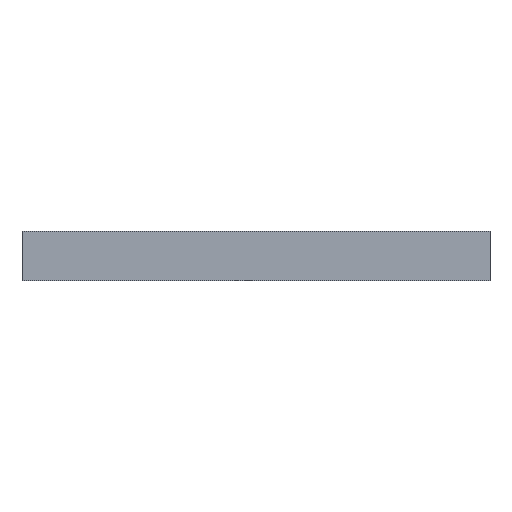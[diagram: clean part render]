
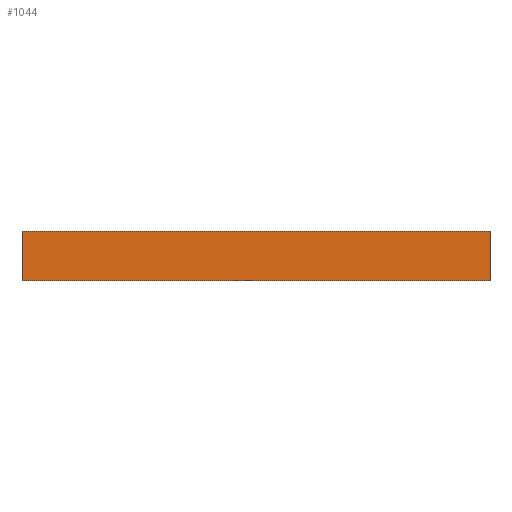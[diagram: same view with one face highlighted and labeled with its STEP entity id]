
A CAD part, left-side view. The second image highlights one B-rep face of the part: STEP entity #1044.
In plain terms, the highlighted planar face has unit normal (-1, 0, 0).
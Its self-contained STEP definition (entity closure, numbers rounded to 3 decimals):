
#102 = ORIENTED_EDGE ( 'NONE', *, *, #716, .T. ) ;
#107 = ORIENTED_EDGE ( 'NONE', *, *, #437, .F. ) ;
#215 = DIRECTION ( 'NONE',  ( 0., -1., 0. ) ) ;
#242 = CARTESIAN_POINT ( 'NONE',  ( -95., 95., 20. ) ) ;
#253 = VECTOR ( 'NONE', #827, 1000. ) ;
#358 = DIRECTION ( 'NONE',  ( 0., 0., -1. ) ) ;
#406 = VERTEX_POINT ( 'NONE', #959 ) ;
#437 = EDGE_CURVE ( 'NONE', #614, #1189, #632, .T. ) ;
#468 = CARTESIAN_POINT ( 'NONE',  ( -95., 95., 20. ) ) ;
#480 = DIRECTION ( 'NONE',  ( 0., 0., -1. ) ) ;
#485 = EDGE_LOOP ( 'NONE', ( #1321, #779, #107, #102 ) ) ;
#594 = CARTESIAN_POINT ( 'NONE',  ( -95., -95., 20. ) ) ;
#608 = LINE ( 'NONE', #242, #253 ) ;
#614 = VERTEX_POINT ( 'NONE', #468 ) ;
#632 = LINE ( 'NONE', #1069, #818 ) ;
#698 = CARTESIAN_POINT ( 'NONE',  ( -95., -95., 0. ) ) ;
#716 = EDGE_CURVE ( 'NONE', #614, #406, #608, .T. ) ;
#767 = DIRECTION ( 'NONE',  ( 0., -1., 0. ) ) ;
#779 = ORIENTED_EDGE ( 'NONE', *, *, #1217, .F. ) ;
#816 = AXIS2_PLACEMENT_3D ( 'NONE', #1228, #1003, #358 ) ;
#818 = VECTOR ( 'NONE', #215, 1000. ) ;
#827 = DIRECTION ( 'NONE',  ( 0., 0., -1. ) ) ;
#869 = EDGE_CURVE ( 'NONE', #406, #1053, #1367, .T. ) ;
#946 = LINE ( 'NONE', #1013, #1181 ) ;
#959 = CARTESIAN_POINT ( 'NONE',  ( -95., 95., 0. ) ) ;
#1003 = DIRECTION ( 'NONE',  ( 1., 0., 0. ) ) ;
#1013 = CARTESIAN_POINT ( 'NONE',  ( -95., -95., 20. ) ) ;
#1044 = ADVANCED_FACE ( 'NONE', ( #1349 ), #1112, .F. ) ;
#1053 = VERTEX_POINT ( 'NONE', #698 ) ;
#1069 = CARTESIAN_POINT ( 'NONE',  ( -95., -95., 20. ) ) ;
#1112 = PLANE ( 'NONE',  #816 ) ;
#1181 = VECTOR ( 'NONE', #480, 1000. ) ;
#1189 = VERTEX_POINT ( 'NONE', #594 ) ;
#1209 = VECTOR ( 'NONE', #767, 1000. ) ;
#1217 = EDGE_CURVE ( 'NONE', #1189, #1053, #946, .T. ) ;
#1228 = CARTESIAN_POINT ( 'NONE',  ( -95., -95., 20. ) ) ;
#1316 = CARTESIAN_POINT ( 'NONE',  ( -95., -95., 0. ) ) ;
#1321 = ORIENTED_EDGE ( 'NONE', *, *, #869, .T. ) ;
#1349 = FACE_OUTER_BOUND ( 'NONE', #485, .T. ) ;
#1367 = LINE ( 'NONE', #1316, #1209 ) ;
